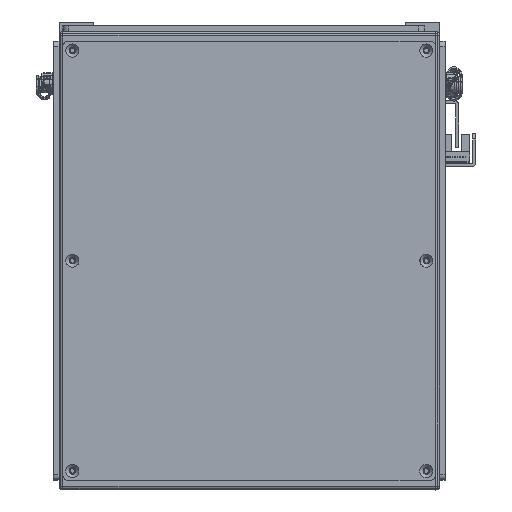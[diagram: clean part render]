
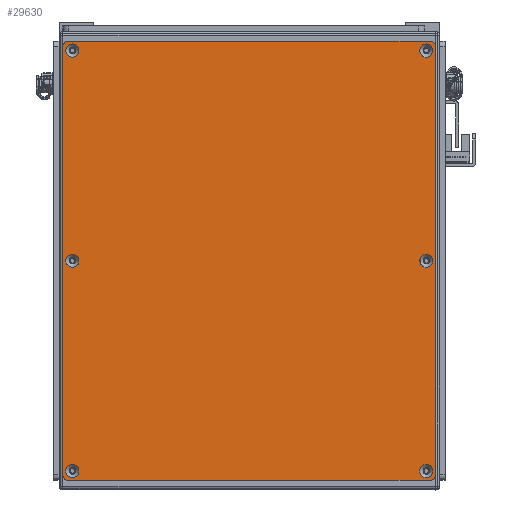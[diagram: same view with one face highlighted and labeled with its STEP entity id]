
A CAD part, front view. The second image highlights one B-rep face of the part: STEP entity #29630.
In plain terms, the highlighted planar face has unit normal (0, -1, 0).
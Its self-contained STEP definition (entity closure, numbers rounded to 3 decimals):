
#939=FACE_BOUND('',#7344,.T.);
#940=FACE_BOUND('',#7345,.T.);
#941=FACE_BOUND('',#7346,.T.);
#942=FACE_BOUND('',#7347,.T.);
#943=FACE_BOUND('',#7348,.T.);
#944=FACE_BOUND('',#7349,.T.);
#3105=CIRCLE('',#32924,3.45);
#3108=CIRCLE('',#32929,3.45);
#3111=CIRCLE('',#32934,3.45);
#3114=CIRCLE('',#32939,3.45);
#3117=CIRCLE('',#32944,3.45);
#3120=CIRCLE('',#32949,3.45);
#3123=CIRCLE('',#32954,3.);
#3125=CIRCLE('',#32957,3.);
#3126=CIRCLE('',#32958,3.);
#3127=CIRCLE('',#32959,3.);
#5421=FACE_OUTER_BOUND('',#7343,.T.);
#7343=EDGE_LOOP('',(#27232,#27233,#27234,#27235,#27236,#27237,#27238,#27239));
#7344=EDGE_LOOP('',(#27240));
#7345=EDGE_LOOP('',(#27241));
#7346=EDGE_LOOP('',(#27242));
#7347=EDGE_LOOP('',(#27243));
#7348=EDGE_LOOP('',(#27244));
#7349=EDGE_LOOP('',(#27245));
#9800=LINE('',#52034,#12242);
#9801=LINE('',#52038,#12243);
#9802=LINE('',#52042,#12244);
#9803=LINE('',#52045,#12245);
#12242=VECTOR('',#41286,10.);
#12243=VECTOR('',#41289,10.);
#12244=VECTOR('',#41292,10.);
#12245=VECTOR('',#41295,10.);
#14974=VERTEX_POINT('',#51964);
#14977=VERTEX_POINT('',#51974);
#14980=VERTEX_POINT('',#51984);
#14983=VERTEX_POINT('',#51994);
#14986=VERTEX_POINT('',#52004);
#14989=VERTEX_POINT('',#52014);
#14992=VERTEX_POINT('',#52024);
#14993=VERTEX_POINT('',#52025);
#14996=VERTEX_POINT('',#52033);
#14997=VERTEX_POINT('',#52035);
#14998=VERTEX_POINT('',#52037);
#14999=VERTEX_POINT('',#52039);
#15000=VERTEX_POINT('',#52041);
#15001=VERTEX_POINT('',#52043);
#19056=EDGE_CURVE('',#14974,#14974,#3105,.T.);
#19061=EDGE_CURVE('',#14977,#14977,#3108,.T.);
#19066=EDGE_CURVE('',#14980,#14980,#3111,.T.);
#19071=EDGE_CURVE('',#14983,#14983,#3114,.T.);
#19076=EDGE_CURVE('',#14986,#14986,#3117,.T.);
#19081=EDGE_CURVE('',#14989,#14989,#3120,.T.);
#19086=EDGE_CURVE('',#14992,#14993,#3123,.T.);
#19090=EDGE_CURVE('',#14992,#14996,#9800,.T.);
#19091=EDGE_CURVE('',#14997,#14996,#3125,.T.);
#19092=EDGE_CURVE('',#14997,#14998,#9801,.T.);
#19093=EDGE_CURVE('',#14999,#14998,#3126,.T.);
#19094=EDGE_CURVE('',#14999,#15000,#9802,.T.);
#19095=EDGE_CURVE('',#15001,#15000,#3127,.T.);
#19096=EDGE_CURVE('',#15001,#14993,#9803,.T.);
#27232=ORIENTED_EDGE('',*,*,#19086,.F.);
#27233=ORIENTED_EDGE('',*,*,#19090,.T.);
#27234=ORIENTED_EDGE('',*,*,#19091,.F.);
#27235=ORIENTED_EDGE('',*,*,#19092,.T.);
#27236=ORIENTED_EDGE('',*,*,#19093,.F.);
#27237=ORIENTED_EDGE('',*,*,#19094,.T.);
#27238=ORIENTED_EDGE('',*,*,#19095,.F.);
#27239=ORIENTED_EDGE('',*,*,#19096,.T.);
#27240=ORIENTED_EDGE('',*,*,#19056,.T.);
#27241=ORIENTED_EDGE('',*,*,#19061,.T.);
#27242=ORIENTED_EDGE('',*,*,#19066,.T.);
#27243=ORIENTED_EDGE('',*,*,#19071,.T.);
#27244=ORIENTED_EDGE('',*,*,#19076,.T.);
#27245=ORIENTED_EDGE('',*,*,#19081,.T.);
#28150=PLANE('',#32956);
#29630=ADVANCED_FACE('',(#5421,#939,#940,#941,#942,#943,#944),#28150,.T.);
#32924=AXIS2_PLACEMENT_3D('',#51965,#41206,#41207);
#32929=AXIS2_PLACEMENT_3D('',#51975,#41218,#41219);
#32934=AXIS2_PLACEMENT_3D('',#51985,#41230,#41231);
#32939=AXIS2_PLACEMENT_3D('',#51995,#41242,#41243);
#32944=AXIS2_PLACEMENT_3D('',#52005,#41254,#41255);
#32949=AXIS2_PLACEMENT_3D('',#52015,#41266,#41267);
#32954=AXIS2_PLACEMENT_3D('',#52026,#41278,#41279);
#32956=AXIS2_PLACEMENT_3D('',#52032,#41284,#41285);
#32957=AXIS2_PLACEMENT_3D('',#52036,#41287,#41288);
#32958=AXIS2_PLACEMENT_3D('',#52040,#41290,#41291);
#32959=AXIS2_PLACEMENT_3D('',#52044,#41293,#41294);
#41206=DIRECTION('center_axis',(0.,1.,0.));
#41207=DIRECTION('ref_axis',(1.,0.,0.));
#41218=DIRECTION('center_axis',(0.,1.,0.));
#41219=DIRECTION('ref_axis',(1.,0.,0.));
#41230=DIRECTION('center_axis',(0.,1.,0.));
#41231=DIRECTION('ref_axis',(1.,0.,0.));
#41242=DIRECTION('center_axis',(0.,1.,0.));
#41243=DIRECTION('ref_axis',(1.,0.,0.));
#41254=DIRECTION('center_axis',(0.,1.,0.));
#41255=DIRECTION('ref_axis',(1.,0.,0.));
#41266=DIRECTION('center_axis',(0.,1.,0.));
#41267=DIRECTION('ref_axis',(1.,0.,0.));
#41278=DIRECTION('center_axis',(0.,1.,0.));
#41279=DIRECTION('ref_axis',(-0.707,0.,0.707));
#41284=DIRECTION('center_axis',(0.,-1.,0.));
#41285=DIRECTION('ref_axis',(0.,0.,-1.));
#41286=DIRECTION('',(0.,0.,-1.));
#41287=DIRECTION('center_axis',(0.,1.,0.));
#41288=DIRECTION('ref_axis',(-0.707,0.,-0.707));
#41289=DIRECTION('',(1.,0.,0.));
#41290=DIRECTION('center_axis',(0.,1.,0.));
#41291=DIRECTION('ref_axis',(0.707,0.,-0.707));
#41292=DIRECTION('',(0.,0.,1.));
#41293=DIRECTION('center_axis',(0.,1.,0.));
#41294=DIRECTION('ref_axis',(0.707,0.,0.707));
#41295=DIRECTION('',(-1.,0.,0.));
#51964=CARTESIAN_POINT('',(107.05,-1.5,93.));
#51965=CARTESIAN_POINT('Origin',(110.5,-1.5,93.));
#51974=CARTESIAN_POINT('',(-3.45,-1.5,93.));
#51975=CARTESIAN_POINT('Origin',(0.,-1.5,93.));
#51984=CARTESIAN_POINT('',(-113.95,-1.5,93.));
#51985=CARTESIAN_POINT('Origin',(-110.5,-1.5,93.));
#51994=CARTESIAN_POINT('',(-113.95,-1.5,-93.));
#51995=CARTESIAN_POINT('Origin',(-110.5,-1.5,-93.));
#52004=CARTESIAN_POINT('',(-3.45,-1.5,-93.));
#52005=CARTESIAN_POINT('Origin',(0.,-1.5,-93.));
#52014=CARTESIAN_POINT('',(107.05,-1.5,-93.));
#52015=CARTESIAN_POINT('Origin',(110.5,-1.5,-93.));
#52024=CARTESIAN_POINT('',(-115.5,-1.5,95.));
#52025=CARTESIAN_POINT('',(-112.5,-1.5,98.));
#52026=CARTESIAN_POINT('Origin',(-112.5,-1.5,95.));
#52032=CARTESIAN_POINT('Origin',(0.,-1.5,0.));
#52033=CARTESIAN_POINT('',(-115.5,-1.5,-95.));
#52034=CARTESIAN_POINT('',(-115.5,-1.5,98.));
#52035=CARTESIAN_POINT('',(-112.5,-1.5,-98.));
#52036=CARTESIAN_POINT('Origin',(-112.5,-1.5,-95.));
#52037=CARTESIAN_POINT('',(112.5,-1.5,-98.));
#52038=CARTESIAN_POINT('',(-115.5,-1.5,-98.));
#52039=CARTESIAN_POINT('',(115.5,-1.5,-95.));
#52040=CARTESIAN_POINT('Origin',(112.5,-1.5,-95.));
#52041=CARTESIAN_POINT('',(115.5,-1.5,95.));
#52042=CARTESIAN_POINT('',(115.5,-1.5,-98.));
#52043=CARTESIAN_POINT('',(112.5,-1.5,98.));
#52044=CARTESIAN_POINT('Origin',(112.5,-1.5,95.));
#52045=CARTESIAN_POINT('',(115.5,-1.5,98.));
